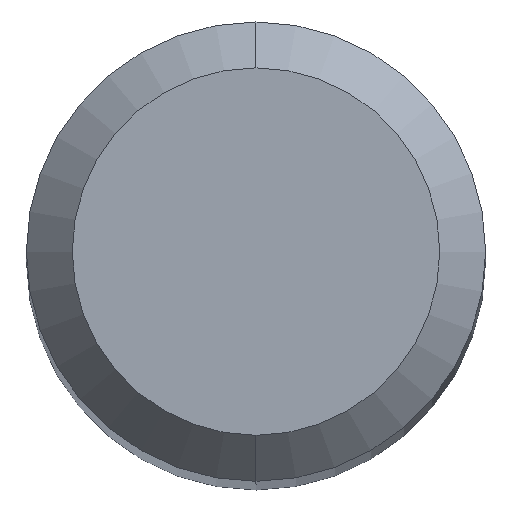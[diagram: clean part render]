
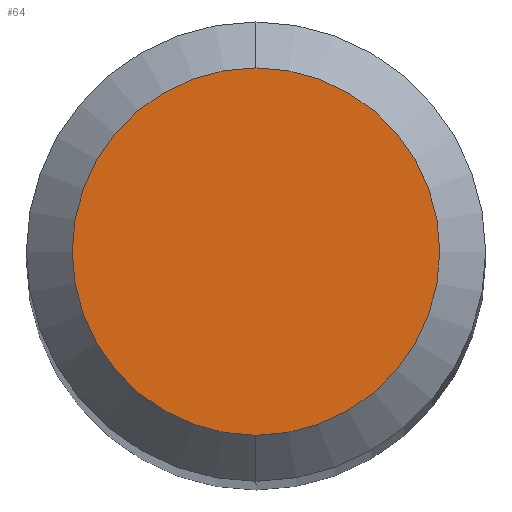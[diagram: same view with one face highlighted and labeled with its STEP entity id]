
A CAD part, top view. The second image highlights one B-rep face of the part: STEP entity #64.
In plain terms, the highlighted planar face has unit normal (0, 0, 1).
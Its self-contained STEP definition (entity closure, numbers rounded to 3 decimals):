
#64=ADVANCED_FACE('',(#138),#139,.T.);
#138=FACE_OUTER_BOUND('',#222,.T.);
#139=PLANE('',#223);
#222=EDGE_LOOP('',(#323,#324));
#223=AXIS2_PLACEMENT_3D('',#325,#326,#327);
#323=ORIENTED_EDGE('',*,*,#439,.F.);
#324=ORIENTED_EDGE('',*,*,#452,.F.);
#325=CARTESIAN_POINT('',(0.,0.6,28.));
#326=DIRECTION('',(0.,0.0,1.0));
#327=DIRECTION('',(0.0,-1.0,0.0));
#439=EDGE_CURVE('',#516,#518,#519,.T.);
#452=EDGE_CURVE('',#518,#516,#536,.T.);
#516=VERTEX_POINT('',#595);
#518=VERTEX_POINT('',#598);
#519=CIRCLE('',#599,1.2);
#536=CIRCLE('',#617,1.2);
#595=CARTESIAN_POINT('',(0.,1.2,28.));
#598=CARTESIAN_POINT('',(0.,-1.2,28.));
#599=AXIS2_PLACEMENT_3D('',#672,#673,#674);
#617=AXIS2_PLACEMENT_3D('',#697,#698,#699);
#672=CARTESIAN_POINT('',(0.,0.,28.));
#673=DIRECTION('',(0.,0.0,-1.0));
#674=DIRECTION('',(0.0,1.0,0.0));
#697=CARTESIAN_POINT('',(0.,0.,28.));
#698=DIRECTION('',(0.,0.0,-1.0));
#699=DIRECTION('',(0.0,1.0,0.0));
